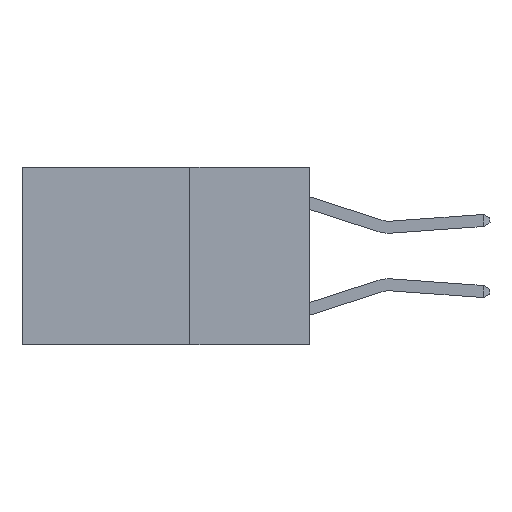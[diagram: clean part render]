
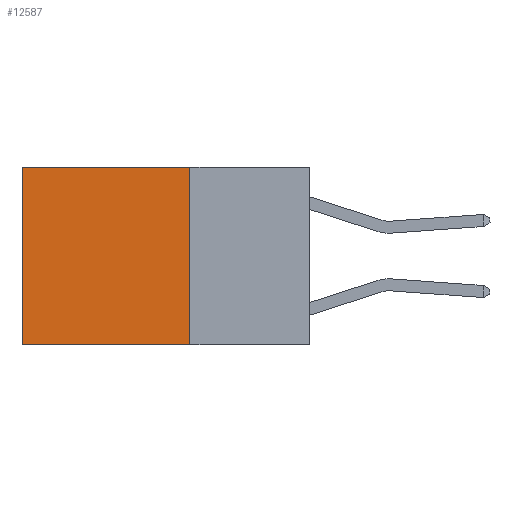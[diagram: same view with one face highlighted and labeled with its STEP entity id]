
A CAD part, left-side view. The second image highlights one B-rep face of the part: STEP entity #12587.
In plain terms, the highlighted planar face has unit normal (-1, 0, 0).
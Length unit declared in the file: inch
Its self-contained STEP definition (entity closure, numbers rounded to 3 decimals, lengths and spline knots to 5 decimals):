
#1147 = EDGE_CURVE ( 'NONE', #4887, #18180, #7585, .T. ) ;
#2392 = VERTEX_POINT ( 'NONE', #19336 ) ;
#3041 = CARTESIAN_POINT ( 'NONE',  ( 0.2625, 0.25, 0. ) ) ;
#3427 = PLANE ( 'NONE',  #13779 ) ;
#3850 = LINE ( 'NONE', #11838, #19557 ) ;
#4714 = CARTESIAN_POINT ( 'NONE',  ( 0.2625, 0.25, 0. ) ) ;
#4863 = CARTESIAN_POINT ( 'NONE',  ( 0.2625, 0.6, -0.37 ) ) ;
#4887 = VERTEX_POINT ( 'NONE', #17380 ) ;
#5525 = DIRECTION ( 'NONE',  ( 0., 0., -1. ) ) ;
#5981 = DIRECTION ( 'NONE',  ( 0., 1., 0. ) ) ;
#6049 = ORIENTED_EDGE ( 'NONE', *, *, #9469, .F. ) ;
#6113 = FACE_OUTER_BOUND ( 'NONE', #17533, .T. ) ;
#7585 = LINE ( 'NONE', #10860, #9955 ) ;
#8643 = ORIENTED_EDGE ( 'NONE', *, *, #1147, .T. ) ;
#9469 = EDGE_CURVE ( 'NONE', #2392, #18180, #10357, .T. ) ;
#9867 = VECTOR ( 'NONE', #12717, 39.37008 ) ;
#9955 = VECTOR ( 'NONE', #15597, 39.37008 ) ;
#10357 = LINE ( 'NONE', #16845, #9867 ) ;
#10860 = CARTESIAN_POINT ( 'NONE',  ( 0.2625, 0.6, 0. ) ) ;
#11067 = DIRECTION ( 'NONE',  ( 0., 0., -1. ) ) ;
#11095 = ORIENTED_EDGE ( 'NONE', *, *, #15583, .T. ) ;
#11838 = CARTESIAN_POINT ( 'NONE',  ( 0.2625, 0.25, 0. ) ) ;
#11916 = CARTESIAN_POINT ( 'NONE',  ( 0.2625, 0.25, 0. ) ) ;
#12526 = VERTEX_POINT ( 'NONE', #3041 ) ;
#12587 = ADVANCED_FACE ( 'NONE', ( #6113 ), #3427, .F. ) ;
#12677 = VECTOR ( 'NONE', #5981, 39.37008 ) ;
#12717 = DIRECTION ( 'NONE',  ( 0., 1., 0. ) ) ;
#13155 = LINE ( 'NONE', #11916, #12677 ) ;
#13779 = AXIS2_PLACEMENT_3D ( 'NONE', #4714, #18473, #11067 ) ;
#14616 = ORIENTED_EDGE ( 'NONE', *, *, #17824, .F. ) ;
#15583 = EDGE_CURVE ( 'NONE', #12526, #4887, #13155, .T. ) ;
#15597 = DIRECTION ( 'NONE',  ( 0., 0., -1. ) ) ;
#16845 = CARTESIAN_POINT ( 'NONE',  ( 0.2625, 0.25, -0.37 ) ) ;
#17380 = CARTESIAN_POINT ( 'NONE',  ( 0.2625, 0.6, 0. ) ) ;
#17533 = EDGE_LOOP ( 'NONE', ( #8643, #6049, #14616, #11095 ) ) ;
#17824 = EDGE_CURVE ( 'NONE', #12526, #2392, #3850, .T. ) ;
#18180 = VERTEX_POINT ( 'NONE', #4863 ) ;
#18473 = DIRECTION ( 'NONE',  ( 1., 0., 0. ) ) ;
#19336 = CARTESIAN_POINT ( 'NONE',  ( 0.2625, 0.25, -0.37 ) ) ;
#19557 = VECTOR ( 'NONE', #5525, 39.37008 ) ;
